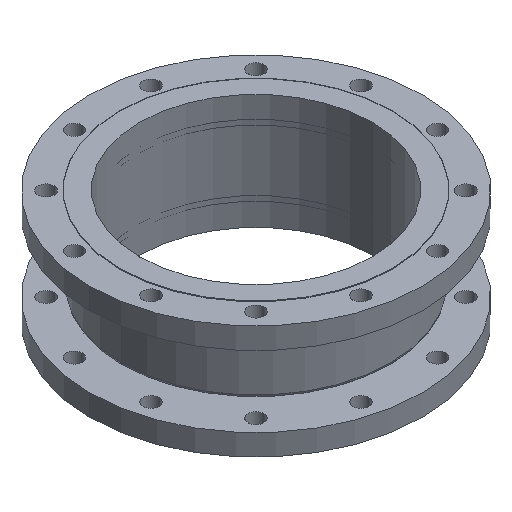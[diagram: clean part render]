
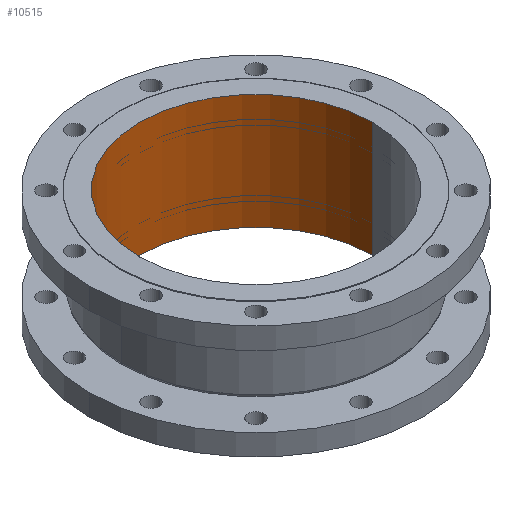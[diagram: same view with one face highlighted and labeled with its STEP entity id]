
A CAD part, isometric view. The second image highlights one B-rep face of the part: STEP entity #10515.
In plain terms, the highlighted cylindrical face has radius 131.5 mm (diameter 263 mm), a partial arc.
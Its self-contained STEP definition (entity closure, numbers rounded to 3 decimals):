
#327 = DIRECTION ( 'NONE',  ( 1., 0., 0. ) ) ;
#342 = DIRECTION ( 'NONE',  ( 1., 0., 0. ) ) ;
#992 = CYLINDRICAL_SURFACE ( 'NONE', #10414, 131.5 ) ;
#1154 = CARTESIAN_POINT ( 'NONE',  ( -131.5, 0., -130. ) ) ;
#1284 = CARTESIAN_POINT ( 'NONE',  ( 131.5, 0., -130. ) ) ;
#1590 = CARTESIAN_POINT ( 'NONE',  ( 0., 0., 0. ) ) ;
#3261 = LINE ( 'NONE', #15164, #5096 ) ;
#3586 = EDGE_LOOP ( 'NONE', ( #22834, #9559, #10830, #17025 ) ) ;
#4087 = EDGE_CURVE ( 'NONE', #21542, #11280, #14458, .T. ) ;
#5096 = VECTOR ( 'NONE', #12583, 1000. ) ;
#8504 = VERTEX_POINT ( 'NONE', #17105 ) ;
#9281 = AXIS2_PLACEMENT_3D ( 'NONE', #19386, #19232, #342 ) ;
#9559 = ORIENTED_EDGE ( 'NONE', *, *, #12379, .F. ) ;
#10302 = DIRECTION ( 'NONE',  ( 0., 0., 1. ) ) ;
#10414 = AXIS2_PLACEMENT_3D ( 'NONE', #1590, #10302, #28845 ) ;
#10515 = ADVANCED_FACE ( 'NONE', ( #21866 ), #992, .F. ) ;
#10830 = ORIENTED_EDGE ( 'NONE', *, *, #4087, .T. ) ;
#11280 = VERTEX_POINT ( 'NONE', #23293 ) ;
#12379 = EDGE_CURVE ( 'NONE', #21542, #17675, #18997, .T. ) ;
#12583 = DIRECTION ( 'NONE',  ( 0., 0., 1. ) ) ;
#13759 = DIRECTION ( 'NONE',  ( 0., 0., 1. ) ) ;
#14458 = LINE ( 'NONE', #16744, #25742 ) ;
#14619 = DIRECTION ( 'NONE',  ( 0., 0., 1. ) ) ;
#15164 = CARTESIAN_POINT ( 'NONE',  ( -131.5, 0., 0. ) ) ;
#16744 = CARTESIAN_POINT ( 'NONE',  ( 131.5, 0., 0. ) ) ;
#17025 = ORIENTED_EDGE ( 'NONE', *, *, #29172, .T. ) ;
#17105 = CARTESIAN_POINT ( 'NONE',  ( -131.5, 0., 0. ) ) ;
#17675 = VERTEX_POINT ( 'NONE', #1154 ) ;
#18997 = CIRCLE ( 'NONE', #9281, 131.5 ) ;
#19232 = DIRECTION ( 'NONE',  ( 0., 0., 1. ) ) ;
#19386 = CARTESIAN_POINT ( 'NONE',  ( 0., 0., -130. ) ) ;
#21198 = CARTESIAN_POINT ( 'NONE',  ( 0., 0., 0. ) ) ;
#21542 = VERTEX_POINT ( 'NONE', #1284 ) ;
#21866 = FACE_OUTER_BOUND ( 'NONE', #3586, .T. ) ;
#22834 = ORIENTED_EDGE ( 'NONE', *, *, #25537, .F. ) ;
#23293 = CARTESIAN_POINT ( 'NONE',  ( 131.5, 0., 0. ) ) ;
#23825 = AXIS2_PLACEMENT_3D ( 'NONE', #21198, #13759, #327 ) ;
#24305 = CIRCLE ( 'NONE', #23825, 131.5 ) ;
#25537 = EDGE_CURVE ( 'NONE', #17675, #8504, #3261, .T. ) ;
#25742 = VECTOR ( 'NONE', #14619, 1000. ) ;
#28845 = DIRECTION ( 'NONE',  ( 1., 0., 0. ) ) ;
#29172 = EDGE_CURVE ( 'NONE', #11280, #8504, #24305, .T. ) ;
